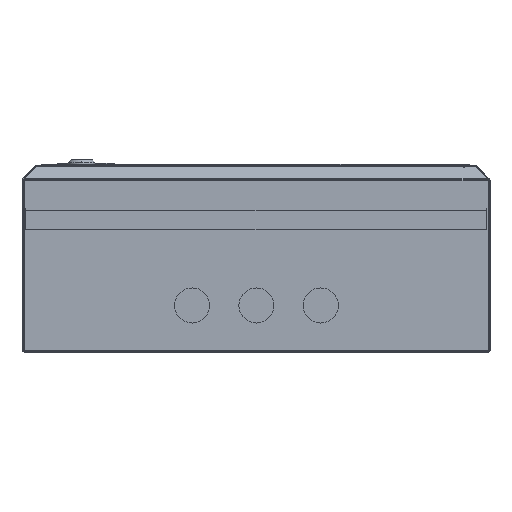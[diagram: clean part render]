
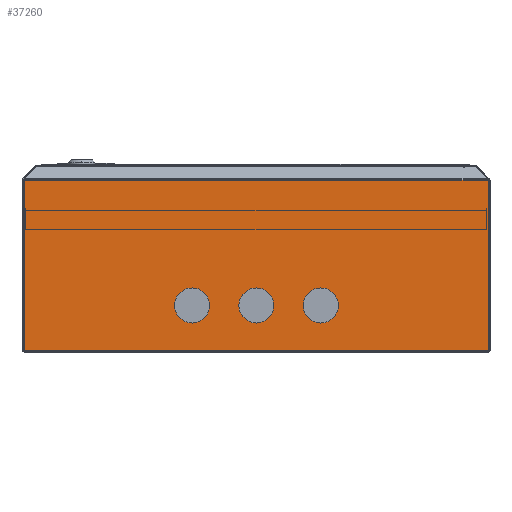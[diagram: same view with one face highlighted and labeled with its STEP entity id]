
A CAD part, front view. The second image highlights one B-rep face of the part: STEP entity #37260.
In plain terms, the highlighted planar face has unit normal (0, -1, 0).
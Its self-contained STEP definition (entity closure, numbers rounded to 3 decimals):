
#230 = CARTESIAN_POINT ( 'NONE',  ( -184.65, 0., 38.3 ) ) ;
#1477 = DIRECTION ( 'NONE',  ( 0., -1., 0. ) ) ;
#1528 = AXIS2_PLACEMENT_3D ( 'NONE', #25063, #4586, #28469 ) ;
#1754 = DIRECTION ( 'NONE',  ( -1., 0., 0. ) ) ;
#1957 = ORIENTED_EDGE ( 'NONE', *, *, #18970, .F. ) ;
#2040 = EDGE_CURVE ( 'NONE', #17795, #15556, #37818, .T. ) ;
#2166 = CARTESIAN_POINT ( 'NONE',  ( -1.7, 0., 145.4 ) ) ;
#2417 = DIRECTION ( 'NONE',  ( 1., 0., 0. ) ) ;
#2700 = ORIENTED_EDGE ( 'NONE', *, *, #27595, .T. ) ;
#3341 = CIRCLE ( 'NONE', #1528, 15. ) ;
#4290 = LINE ( 'NONE', #25119, #40542 ) ;
#4309 = FACE_BOUND ( 'NONE', #31781, .T. ) ;
#4586 = DIRECTION ( 'NONE',  ( 0., -1., 0. ) ) ;
#4597 = VECTOR ( 'NONE', #17573, 1000. ) ;
#5732 = VERTEX_POINT ( 'NONE', #5741 ) ;
#5741 = CARTESIAN_POINT ( 'NONE',  ( -159.65, 0., 38.3 ) ) ;
#6577 = AXIS2_PLACEMENT_3D ( 'NONE', #10136, #34004, #13623 ) ;
#7924 = EDGE_CURVE ( 'NONE', #27818, #20769, #29878, .T. ) ;
#8725 = ORIENTED_EDGE ( 'NONE', *, *, #7924, .F. ) ;
#8802 = EDGE_LOOP ( 'NONE', ( #1957, #10877, #2700, #42742 ) ) ;
#9024 = ORIENTED_EDGE ( 'NONE', *, *, #10285, .F. ) ;
#9107 = EDGE_CURVE ( 'NONE', #15556, #17795, #31370, .T. ) ;
#10136 = CARTESIAN_POINT ( 'NONE',  ( -144.65, 0., 38.3 ) ) ;
#10281 = VECTOR ( 'NONE', #19422, 1000. ) ;
#10285 = EDGE_CURVE ( 'NONE', #33146, #5732, #20572, .T. ) ;
#10560 = CARTESIAN_POINT ( 'NONE',  ( -129.65, 0., 38.3 ) ) ;
#10833 = AXIS2_PLACEMENT_3D ( 'NONE', #21920, #1477, #25364 ) ;
#10877 = ORIENTED_EDGE ( 'NONE', *, *, #30469, .F. ) ;
#11319 = CARTESIAN_POINT ( 'NONE',  ( -199.65, 0., 38.3 ) ) ;
#11383 = LINE ( 'NONE', #26157, #10281 ) ;
#11504 = CARTESIAN_POINT ( 'NONE',  ( -199.65, 0., 38.3 ) ) ;
#12139 = VECTOR ( 'NONE', #1754, 1000. ) ;
#12340 = FACE_OUTER_BOUND ( 'NONE', #8802, .T. ) ;
#13318 = ORIENTED_EDGE ( 'NONE', *, *, #13320, .F. ) ;
#13320 = EDGE_CURVE ( 'NONE', #5732, #33146, #31960, .T. ) ;
#13623 = DIRECTION ( 'NONE',  ( 1., 0., 0. ) ) ;
#14162 = CARTESIAN_POINT ( 'NONE',  ( -397.6, 0., 145.4 ) ) ;
#14676 = EDGE_LOOP ( 'NONE', ( #8725, #34867 ) ) ;
#14769 = DIRECTION ( 'NONE',  ( 1., 0., 0. ) ) ;
#14934 = DIRECTION ( 'NONE',  ( 1., 0., 0. ) ) ;
#15556 = VERTEX_POINT ( 'NONE', #230 ) ;
#15834 = CARTESIAN_POINT ( 'NONE',  ( -397.6, 0., 145.4 ) ) ;
#17573 = DIRECTION ( 'NONE',  ( 0., 0., -1. ) ) ;
#17633 = VERTEX_POINT ( 'NONE', #15834 ) ;
#17795 = VERTEX_POINT ( 'NONE', #27161 ) ;
#18140 = CARTESIAN_POINT ( 'NONE',  ( 0., 0., 145.4 ) ) ;
#18216 = DIRECTION ( 'NONE',  ( -1., 0., 0. ) ) ;
#18970 = EDGE_CURVE ( 'NONE', #30460, #31888, #4290, .T. ) ;
#19238 = EDGE_LOOP ( 'NONE', ( #9024, #13318 ) ) ;
#19422 = DIRECTION ( 'NONE',  ( 0., 0., -1. ) ) ;
#19471 = AXIS2_PLACEMENT_3D ( 'NONE', #18140, #41951, #21613 ) ;
#19799 = AXIS2_PLACEMENT_3D ( 'NONE', #11319, #35129, #14769 ) ;
#19930 = ORIENTED_EDGE ( 'NONE', *, *, #2040, .F. ) ;
#20572 = CIRCLE ( 'NONE', #21406, 15. ) ;
#20769 = VERTEX_POINT ( 'NONE', #39858 ) ;
#21201 = LINE ( 'NONE', #42546, #12139 ) ;
#21406 = AXIS2_PLACEMENT_3D ( 'NONE', #43189, #22870, #2417 ) ;
#21414 = FACE_BOUND ( 'NONE', #14676, .T. ) ;
#21613 = DIRECTION ( 'NONE',  ( 1., 0., 0. ) ) ;
#21920 = CARTESIAN_POINT ( 'NONE',  ( -254.65, 0., 38.3 ) ) ;
#22870 = DIRECTION ( 'NONE',  ( 0., -1., 0. ) ) ;
#25063 = CARTESIAN_POINT ( 'NONE',  ( -254.65, 0., 38.3 ) ) ;
#25119 = CARTESIAN_POINT ( 'NONE',  ( 0., 0., 0. ) ) ;
#25364 = DIRECTION ( 'NONE',  ( -1., 0., 0. ) ) ;
#26157 = CARTESIAN_POINT ( 'NONE',  ( -1.7, 0., 145.4 ) ) ;
#27161 = CARTESIAN_POINT ( 'NONE',  ( -214.65, 0., 38.3 ) ) ;
#27595 = EDGE_CURVE ( 'NONE', #29004, #17633, #21201, .T. ) ;
#27818 = VERTEX_POINT ( 'NONE', #28837 ) ;
#28469 = DIRECTION ( 'NONE',  ( -1., 0., 0. ) ) ;
#28837 = CARTESIAN_POINT ( 'NONE',  ( -239.65, 0., 38.3 ) ) ;
#29004 = VERTEX_POINT ( 'NONE', #2166 ) ;
#29878 = CIRCLE ( 'NONE', #10833, 15. ) ;
#30227 = AXIS2_PLACEMENT_3D ( 'NONE', #11504, #35317, #14934 ) ;
#30460 = VERTEX_POINT ( 'NONE', #32825 ) ;
#30469 = EDGE_CURVE ( 'NONE', #29004, #30460, #11383, .T. ) ;
#30481 = FACE_BOUND ( 'NONE', #19238, .T. ) ;
#31370 = CIRCLE ( 'NONE', #30227, 15. ) ;
#31781 = EDGE_LOOP ( 'NONE', ( #42702, #19930 ) ) ;
#31812 = LINE ( 'NONE', #14162, #4597 ) ;
#31888 = VERTEX_POINT ( 'NONE', #34881 ) ;
#31960 = CIRCLE ( 'NONE', #6577, 15. ) ;
#32825 = CARTESIAN_POINT ( 'NONE',  ( -1.7, 0., 0. ) ) ;
#33146 = VERTEX_POINT ( 'NONE', #10560 ) ;
#34004 = DIRECTION ( 'NONE',  ( 0., -1., 0. ) ) ;
#34867 = ORIENTED_EDGE ( 'NONE', *, *, #38560, .F. ) ;
#34881 = CARTESIAN_POINT ( 'NONE',  ( -397.6, 0., 0. ) ) ;
#35129 = DIRECTION ( 'NONE',  ( 0., -1., 0. ) ) ;
#35317 = DIRECTION ( 'NONE',  ( 0., -1., 0. ) ) ;
#37260 = ADVANCED_FACE ( 'NONE', ( #21414, #30481, #4309, #12340 ), #38382, .T. ) ;
#37818 = CIRCLE ( 'NONE', #19799, 15. ) ;
#38382 = PLANE ( 'NONE',  #19471 ) ;
#38560 = EDGE_CURVE ( 'NONE', #20769, #27818, #3341, .T. ) ;
#39858 = CARTESIAN_POINT ( 'NONE',  ( -269.65, 0., 38.3 ) ) ;
#40542 = VECTOR ( 'NONE', #18216, 1000. ) ;
#41951 = DIRECTION ( 'NONE',  ( 0., -1., 0. ) ) ;
#42546 = CARTESIAN_POINT ( 'NONE',  ( 0., 0., 145.4 ) ) ;
#42702 = ORIENTED_EDGE ( 'NONE', *, *, #9107, .F. ) ;
#42742 = ORIENTED_EDGE ( 'NONE', *, *, #42995, .T. ) ;
#42995 = EDGE_CURVE ( 'NONE', #17633, #31888, #31812, .T. ) ;
#43189 = CARTESIAN_POINT ( 'NONE',  ( -144.65, 0., 38.3 ) ) ;
